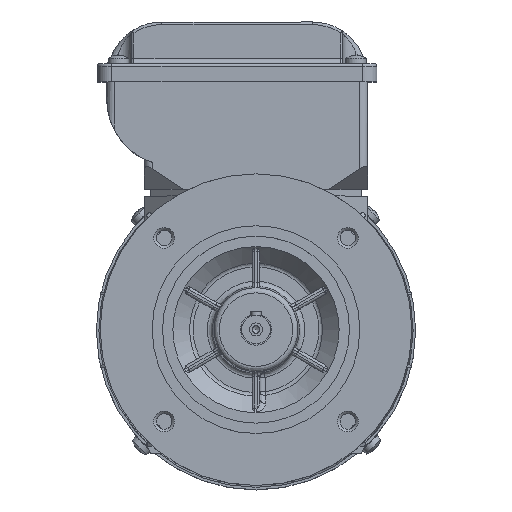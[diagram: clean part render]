
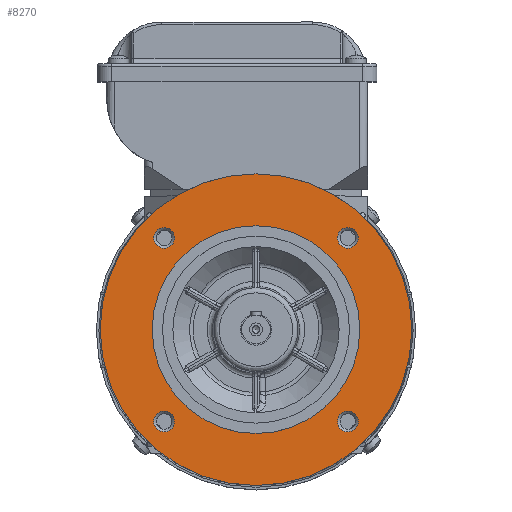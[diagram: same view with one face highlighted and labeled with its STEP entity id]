
A CAD part, top view. The second image highlights one B-rep face of the part: STEP entity #8270.
In plain terms, the highlighted planar face has unit normal (0, 0, 1).
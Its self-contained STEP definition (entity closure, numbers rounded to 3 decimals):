
#3715=FACE_BOUND('',#13896,.T.);
#3716=FACE_BOUND('',#13897,.T.);
#3717=FACE_BOUND('',#13898,.T.);
#3718=FACE_BOUND('',#13899,.T.);
#3719=FACE_BOUND('',#13900,.T.);
#3720=FACE_BOUND('',#13901,.T.);
#5148=CIRCLE('',#44409,4.);
#5158=CIRCLE('',#44425,4.);
#5168=CIRCLE('',#44441,4.);
#5178=CIRCLE('',#44457,4.);
#5179=CIRCLE('',#44459,60.);
#5180=CIRCLE('',#44460,40.);
#8270=ADVANCED_FACE('',(#3715,#3716,#3717,#3718,#3719,#3720),#9692,.F.);
#9692=PLANE('',#44461);
#13896=EDGE_LOOP('',(#23552));
#13897=EDGE_LOOP('',(#23553));
#13898=EDGE_LOOP('',(#23554));
#13899=EDGE_LOOP('',(#23555));
#13900=EDGE_LOOP('',(#23556));
#13901=EDGE_LOOP('',(#23557));
#23552=ORIENTED_EDGE('',*,*,#34431,.F.);
#23553=ORIENTED_EDGE('',*,*,#34441,.F.);
#23554=ORIENTED_EDGE('',*,*,#34451,.F.);
#23555=ORIENTED_EDGE('',*,*,#34461,.F.);
#23556=ORIENTED_EDGE('',*,*,#34462,.F.);
#23557=ORIENTED_EDGE('',*,*,#34463,.T.);
#29085=VERTEX_POINT('',#72553);
#29093=VERTEX_POINT('',#72577);
#29101=VERTEX_POINT('',#72601);
#29109=VERTEX_POINT('',#72625);
#29110=VERTEX_POINT('',#72628);
#29111=VERTEX_POINT('',#72630);
#34431=EDGE_CURVE('',#29085,#29085,#5148,.T.);
#34441=EDGE_CURVE('',#29093,#29093,#5158,.T.);
#34451=EDGE_CURVE('',#29101,#29101,#5168,.T.);
#34461=EDGE_CURVE('',#29109,#29109,#5178,.T.);
#34462=EDGE_CURVE('',#29110,#29110,#5179,.T.);
#34463=EDGE_CURVE('',#29111,#29111,#5180,.T.);
#44409=AXIS2_PLACEMENT_3D('',#72552,#53581,#53582);
#44425=AXIS2_PLACEMENT_3D('',#72576,#53613,#53614);
#44441=AXIS2_PLACEMENT_3D('',#72600,#53645,#53646);
#44457=AXIS2_PLACEMENT_3D('',#72624,#53677,#53678);
#44459=AXIS2_PLACEMENT_3D('',#72627,#53681,#53682);
#44460=AXIS2_PLACEMENT_3D('',#72629,#53683,#53684);
#44461=AXIS2_PLACEMENT_3D('',#72631,#53685,#53686);
#53581=DIRECTION('',(0.,0.,1.));
#53582=DIRECTION('',(0.,1.,0.));
#53613=DIRECTION('',(0.,0.,1.));
#53614=DIRECTION('',(-1.,0.,0.));
#53645=DIRECTION('',(0.,0.,1.));
#53646=DIRECTION('',(0.,-1.,0.));
#53677=DIRECTION('',(0.,0.,1.));
#53678=DIRECTION('',(1.,0.,0.));
#53681=DIRECTION('',(0.,0.,-1.));
#53682=DIRECTION('',(0.,-1.,0.));
#53683=DIRECTION('',(0.,0.,-1.));
#53684=DIRECTION('',(-1.,0.,0.));
#53685=DIRECTION('',(0.,0.,-1.));
#53686=DIRECTION('',(0.,1.,0.));
#72552=CARTESIAN_POINT('',(311.065,324.966,-387.303));
#72553=CARTESIAN_POINT('',(311.065,328.966,-387.303));
#72576=CARTESIAN_POINT('',(381.775,324.966,-387.303));
#72577=CARTESIAN_POINT('',(377.775,324.966,-387.303));
#72600=CARTESIAN_POINT('',(381.775,395.677,-387.303));
#72601=CARTESIAN_POINT('',(381.775,391.677,-387.303));
#72624=CARTESIAN_POINT('',(311.065,395.677,-387.303));
#72625=CARTESIAN_POINT('',(315.065,395.677,-387.303));
#72627=CARTESIAN_POINT('',(346.42,360.322,-387.303));
#72628=CARTESIAN_POINT('',(346.42,300.322,-387.303));
#72629=CARTESIAN_POINT('',(346.42,360.322,-387.303));
#72630=CARTESIAN_POINT('',(306.42,360.322,-387.303));
#72631=CARTESIAN_POINT('',(270.857,283.976,-387.303));
